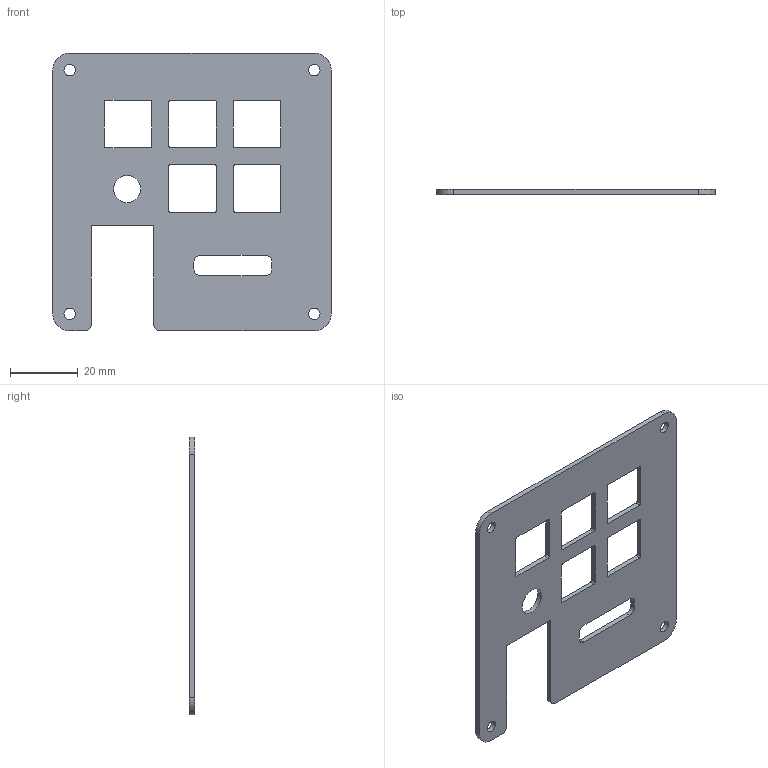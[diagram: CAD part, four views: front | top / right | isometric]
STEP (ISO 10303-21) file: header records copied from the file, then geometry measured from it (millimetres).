
FILE_DESCRIPTION(/* description */ (''),/* implementation_level */ '2;1');
FILE_NAME(/* name */ 'top casing.step',/* time_stamp */ '2026-01-19T15:43:26+08:00',/* author */ (''),/* organization */ (''),/* preprocessor_version */ 'ST-DEVELOPER v20.1',/* originating_system */ 'Autodesk Translation Framework v14.21.0.0',/* authorisation */ '');
FILE_SCHEMA (('AUTOMOTIVE_DESIGN { 1 0 10303 214 3 1 1 }'));
Length unit declared in the file: millimetre
Products named in the file (1): top casing
Bounding box: 82.14 x 1.5 x 81.96 mm (x, y, z)
Volume: 7404 mm3; surface area: 11039.1 mm2
Topology: 1 solids, 1 shells, 69 faces, 201 edges, 134 vertices
Faces by surface type: cylinder 35, plane 34
Full cylindrical faces by diameter (mm): 3.4 x4, 8 x1
Entity records: 2382 total; most frequent: DIRECTION 411, CARTESIAN_POINT 405, ORIENTED_EDGE 402, EDGE_CURVE 201, AXIS2_PLACEMENT_3D 140, VERTEX_POINT 134, LINE 131, VECTOR 131
